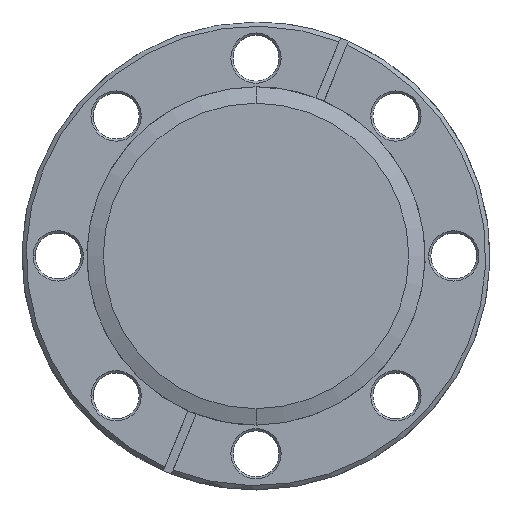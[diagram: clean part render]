
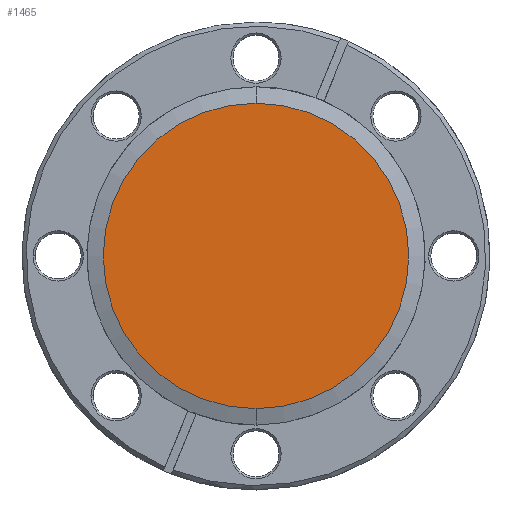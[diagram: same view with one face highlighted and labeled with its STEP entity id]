
A CAD part, top view. The second image highlights one B-rep face of the part: STEP entity #1465.
In plain terms, the highlighted planar face has unit normal (0, 0, 1).
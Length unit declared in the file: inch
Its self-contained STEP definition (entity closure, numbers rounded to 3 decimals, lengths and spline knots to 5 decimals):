
#290=CARTESIAN_POINT('',(0.,0.,-0.05));
#291=DIRECTION('',(0.,0.,-1.));
#292=DIRECTION('',(0.,1.,0.));
#293=AXIS2_PLACEMENT_3D('',#290,#291,#292);
#295=CARTESIAN_POINT('',(0.,0.,-0.05));
#296=DIRECTION('',(0.,0.,1.));
#297=DIRECTION('',(0.,1.,0.));
#298=AXIS2_PLACEMENT_3D('',#295,#296,#297);
#766=CARTESIAN_POINT('',(0.,1.1,-0.05));
#768=VERTEX_POINT('',#766);
#772=CARTESIAN_POINT('',(0.,-1.1,-0.05));
#774=VERTEX_POINT('',#772);
#1456=CARTESIAN_POINT('',(0.,0.,-0.05));
#1457=DIRECTION('',(0.,0.,1.));
#1458=DIRECTION('',(0.,1.,0.));
#1459=AXIS2_PLACEMENT_3D('',#1456,#1457,#1458);
#1460=PLANE('',#1459);
#1461=ORIENTED_EDGE('',*,*,#1438,.T.);
#1462=ORIENTED_EDGE('',*,*,#1449,.F.);
#1463=EDGE_LOOP('',(#1461,#1462));
#1464=FACE_OUTER_BOUND('',#1463,.F.);
#1465=ADVANCED_FACE('',(#1464),#1460,.T.);
#294=CIRCLE('',#293,1.1);
#299=CIRCLE('',#298,1.1);
#1438=EDGE_CURVE('',#768,#774,#294,.T.);
#1449=EDGE_CURVE('',#768,#774,#299,.T.);
